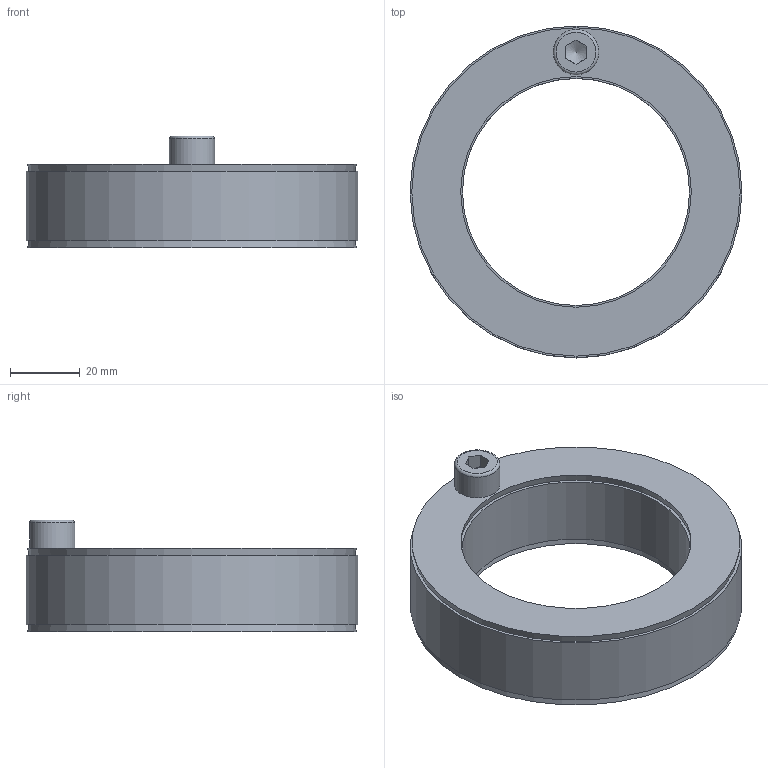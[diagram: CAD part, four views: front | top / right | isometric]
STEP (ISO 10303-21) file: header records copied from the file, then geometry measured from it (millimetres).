
FILE_DESCRIPTION((''),'2;1');
FILE_NAME('BIKON 4000-065-095.stp','2011-08-17T08:07:04',('kr'),(''),'Autodesk Inventor 2011','Autodesk Inventor 2011','');
FILE_SCHEMA(('AUTOMOTIVE_DESIGN { 1 0 10303 214 1 1 1 1 }'));
Length unit declared in the file: millimetre
Products named in the file (6): BIKON 4000-065-095; Volumenkörper1_18; Volumenkörper2_18; Volumenkörper3_18; Volumenkörper4_18; DIN 912 - ersetzt durch DIN EN ISO 4762 M8 x 20
Assembly tree (5 placements, depth 2):
  BIKON 4000-065-095
    Volumenkörper1_18
    Volumenkörper2_18
    Volumenkörper3_18
    Volumenkörper4_18
    DIN 912 - ersetzt durch DIN EN ISO 4762 M8 x 20
Bounding box: 95 x 95 x 32 mm (x, y, z)
Volume: 79866 mm3; surface area: 45082.3 mm2
Topology: 5 solids, 5 shells, 35 faces, 69 edges, 45 vertices
Faces by surface type: plane 17, cone 10, cylinder 6, torus 2
Full cylindrical faces by diameter (mm): 6.647 x1, 8 x1, 9 x1, 13 x1, 65 x1, 95 x1
Entity records: 979 total; most frequent: DIRECTION 162, CARTESIAN_POINT 146, ORIENTED_EDGE 94, AXIS2_PLACEMENT_3D 75, EDGE_LOOP 66, EDGE_CURVE 47, VERTEX_POINT 41, FACE_OUTER_BOUND 35
